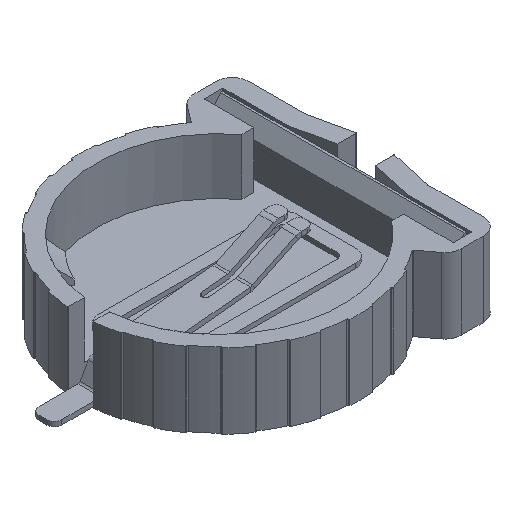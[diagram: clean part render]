
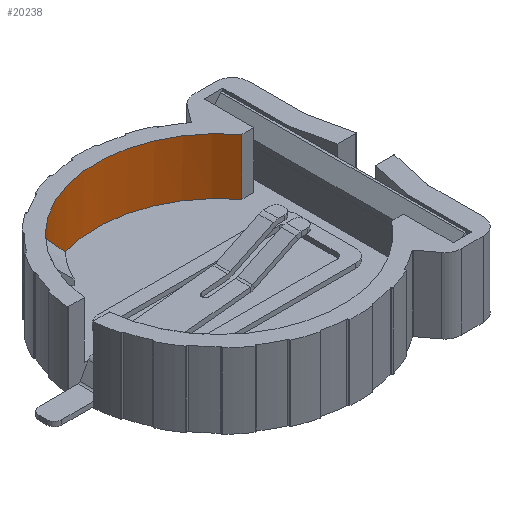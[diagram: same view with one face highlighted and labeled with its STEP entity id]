
A CAD part, isometric view. The second image highlights one B-rep face of the part: STEP entity #20238.
In plain terms, the highlighted cylindrical face has radius 6.57 mm (diameter 13.14 mm), a partial arc.
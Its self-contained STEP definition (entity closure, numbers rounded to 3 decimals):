
#304 = DIRECTION ( 'NONE',  ( 1., 0., 0. ) ) ;
#418 = AXIS2_PLACEMENT_3D ( 'NONE', #19358, #20921, #6255 ) ;
#521 = EDGE_LOOP ( 'NONE', ( #16622, #21896, #17265, #14168, #2669, #867, #19616, #10096 ) ) ;
#527 = CARTESIAN_POINT ( 'NONE',  ( -5.933, 2.822, 4. ) ) ;
#631 = VECTOR ( 'NONE', #6154, 1000. ) ;
#867 = ORIENTED_EDGE ( 'NONE', *, *, #20631, .F. ) ;
#958 = CARTESIAN_POINT ( 'NONE',  ( -6.536, 0.668, -20.405 ) ) ;
#1073 = EDGE_CURVE ( 'NONE', #4981, #4966, #14906, .T. ) ;
#1141 = CARTESIAN_POINT ( 'NONE',  ( 0., 0., 1.05 ) ) ;
#1208 = VERTEX_POINT ( 'NONE', #1843 ) ;
#1260 = DIRECTION ( 'NONE',  ( 0., 0., 1. ) ) ;
#1272 = AXIS2_PLACEMENT_3D ( 'NONE', #12042, #9936, #17302 ) ;
#1318 = CARTESIAN_POINT ( 'NONE',  ( 0., 0., 1.05 ) ) ;
#1385 = CYLINDRICAL_SURFACE ( 'NONE', #20527, 6.57 ) ;
#1667 = DIRECTION ( 'NONE',  ( 0., 0., 1. ) ) ;
#1843 = CARTESIAN_POINT ( 'NONE',  ( 5.212, 4., 1.05 ) ) ;
#2128 = LINE ( 'NONE', #9083, #8787 ) ;
#2633 = LINE ( 'NONE', #958, #20899 ) ;
#2669 = ORIENTED_EDGE ( 'NONE', *, *, #19185, .T. ) ;
#3038 = FACE_OUTER_BOUND ( 'NONE', #521, .T. ) ;
#3231 = EDGE_CURVE ( 'NONE', #12692, #4692, #4005, .T. ) ;
#3363 = AXIS2_PLACEMENT_3D ( 'NONE', #1318, #19328, #8142 ) ;
#3435 = EDGE_CURVE ( 'NONE', #10372, #16297, #23439, .T. ) ;
#3481 = VERTEX_POINT ( 'NONE', #18419 ) ;
#3893 = DIRECTION ( 'NONE',  ( 0., 0., -1. ) ) ;
#4005 = LINE ( 'NONE', #20605, #10457 ) ;
#4134 = DIRECTION ( 'NONE',  ( -1., 0., 0. ) ) ;
#4692 = VERTEX_POINT ( 'NONE', #10343 ) ;
#4717 = CIRCLE ( 'NONE', #1272, 6.57 ) ;
#4966 = VERTEX_POINT ( 'NONE', #527 ) ;
#4981 = VERTEX_POINT ( 'NONE', #22937 ) ;
#5875 = VECTOR ( 'NONE', #3893, 1000. ) ;
#5899 = AXIS2_PLACEMENT_3D ( 'NONE', #7338, #20226, #304 ) ;
#6154 = DIRECTION ( 'NONE',  ( 0., 0., 1. ) ) ;
#6255 = DIRECTION ( 'NONE',  ( 1., 0., 0. ) ) ;
#6331 = AXIS2_PLACEMENT_3D ( 'NONE', #12866, #22401, #4134 ) ;
#6452 = LINE ( 'NONE', #13731, #10971 ) ;
#6638 = DIRECTION ( 'NONE',  ( 1., 0., 0. ) ) ;
#6894 = FACE_BOUND ( 'NONE', #15013, .T. ) ;
#7087 = EDGE_CURVE ( 'NONE', #1208, #10372, #2128, .T. ) ;
#7320 = CARTESIAN_POINT ( 'NONE',  ( -4.787, 4.5, 0.05 ) ) ;
#7338 = CARTESIAN_POINT ( 'NONE',  ( 0., 0., 4.05 ) ) ;
#7621 = AXIS2_PLACEMENT_3D ( 'NONE', #1141, #10106, #6638 ) ;
#7718 = CARTESIAN_POINT ( 'NONE',  ( -5.933, 2.822, -20.405 ) ) ;
#8058 = CARTESIAN_POINT ( 'NONE',  ( -5.933, 2.822, 1.05 ) ) ;
#8091 = VERTEX_POINT ( 'NONE', #7320 ) ;
#8130 = CARTESIAN_POINT ( 'NONE',  ( -4.787, 4.5, 3.05 ) ) ;
#8142 = DIRECTION ( 'NONE',  ( 1., 0., 0. ) ) ;
#8413 = CIRCLE ( 'NONE', #418, 6.57 ) ;
#8682 = CARTESIAN_POINT ( 'NONE',  ( 0., 0., -20.405 ) ) ;
#8787 = VECTOR ( 'NONE', #1667, 1000. ) ;
#9083 = CARTESIAN_POINT ( 'NONE',  ( 5.212, 4., -20.405 ) ) ;
#9225 = VERTEX_POINT ( 'NONE', #16498 ) ;
#9476 = ORIENTED_EDGE ( 'NONE', *, *, #1073, .T. ) ;
#9936 = DIRECTION ( 'NONE',  ( 0., 0., -1. ) ) ;
#9942 = DIRECTION ( 'NONE',  ( 0., 0., 1. ) ) ;
#10096 = ORIENTED_EDGE ( 'NONE', *, *, #7087, .T. ) ;
#10106 = DIRECTION ( 'NONE',  ( 0., 0., -1. ) ) ;
#10121 = ORIENTED_EDGE ( 'NONE', *, *, #22482, .F. ) ;
#10338 = CARTESIAN_POINT ( 'NONE',  ( 5.212, 4., 4.05 ) ) ;
#10343 = CARTESIAN_POINT ( 'NONE',  ( -4.787, 4.5, 4. ) ) ;
#10372 = VERTEX_POINT ( 'NONE', #10338 ) ;
#10457 = VECTOR ( 'NONE', #22061, 1000. ) ;
#10971 = VECTOR ( 'NONE', #20985, 1000. ) ;
#11061 = EDGE_CURVE ( 'NONE', #9225, #21135, #13331, .T. ) ;
#11340 = CARTESIAN_POINT ( 'NONE',  ( -6.536, 0.668, 4.05 ) ) ;
#11711 = ORIENTED_EDGE ( 'NONE', *, *, #12658, .T. ) ;
#12042 = CARTESIAN_POINT ( 'NONE',  ( 0., 0., 4. ) ) ;
#12658 = EDGE_CURVE ( 'NONE', #4966, #4692, #4717, .T. ) ;
#12692 = VERTEX_POINT ( 'NONE', #8130 ) ;
#12866 = CARTESIAN_POINT ( 'NONE',  ( 0., 0., 0.05 ) ) ;
#12918 = ORIENTED_EDGE ( 'NONE', *, *, #3231, .F. ) ;
#13331 = CIRCLE ( 'NONE', #7621, 6.57 ) ;
#13568 = VERTEX_POINT ( 'NONE', #14319 ) ;
#13731 = CARTESIAN_POINT ( 'NONE',  ( -4.787, 4.5, 6.67 ) ) ;
#14053 = EDGE_CURVE ( 'NONE', #9225, #16297, #2633, .T. ) ;
#14083 = EDGE_CURVE ( 'NONE', #13568, #1208, #18625, .T. ) ;
#14168 = ORIENTED_EDGE ( 'NONE', *, *, #23281, .T. ) ;
#14319 = CARTESIAN_POINT ( 'NONE',  ( -4.787, 4.5, 1.05 ) ) ;
#14906 = LINE ( 'NONE', #7718, #631 ) ;
#15013 = EDGE_LOOP ( 'NONE', ( #9476, #11711, #12918, #10121 ) ) ;
#16297 = VERTEX_POINT ( 'NONE', #11340 ) ;
#16498 = CARTESIAN_POINT ( 'NONE',  ( -6.536, 0.668, 1.05 ) ) ;
#16622 = ORIENTED_EDGE ( 'NONE', *, *, #3435, .T. ) ;
#17265 = ORIENTED_EDGE ( 'NONE', *, *, #11061, .T. ) ;
#17302 = DIRECTION ( 'NONE',  ( -1., 0., 0. ) ) ;
#18419 = CARTESIAN_POINT ( 'NONE',  ( -5.933, 2.822, 0.05 ) ) ;
#18625 = CIRCLE ( 'NONE', #3363, 6.57 ) ;
#18706 = CARTESIAN_POINT ( 'NONE',  ( -5.933, 2.822, 6.67 ) ) ;
#19185 = EDGE_CURVE ( 'NONE', #3481, #8091, #22353, .T. ) ;
#19328 = DIRECTION ( 'NONE',  ( 0., 0., -1. ) ) ;
#19358 = CARTESIAN_POINT ( 'NONE',  ( 0., 0., 3.05 ) ) ;
#19495 = DIRECTION ( 'NONE',  ( 1., 0., 0. ) ) ;
#19616 = ORIENTED_EDGE ( 'NONE', *, *, #14083, .T. ) ;
#20226 = DIRECTION ( 'NONE',  ( 0., 0., 1. ) ) ;
#20238 = ADVANCED_FACE ( 'NONE', ( #6894, #3038 ), #1385, .F. ) ;
#20506 = LINE ( 'NONE', #18706, #5875 ) ;
#20527 = AXIS2_PLACEMENT_3D ( 'NONE', #8682, #1260, #19495 ) ;
#20605 = CARTESIAN_POINT ( 'NONE',  ( -4.787, 4.5, -20.405 ) ) ;
#20631 = EDGE_CURVE ( 'NONE', #13568, #8091, #6452, .T. ) ;
#20899 = VECTOR ( 'NONE', #9942, 1000. ) ;
#20921 = DIRECTION ( 'NONE',  ( 0., 0., -1. ) ) ;
#20985 = DIRECTION ( 'NONE',  ( 0., 0., -1. ) ) ;
#21135 = VERTEX_POINT ( 'NONE', #8058 ) ;
#21896 = ORIENTED_EDGE ( 'NONE', *, *, #14053, .F. ) ;
#22061 = DIRECTION ( 'NONE',  ( 0., 0., 1. ) ) ;
#22353 = CIRCLE ( 'NONE', #6331, 6.57 ) ;
#22401 = DIRECTION ( 'NONE',  ( 0., 0., -1. ) ) ;
#22482 = EDGE_CURVE ( 'NONE', #4981, #12692, #8413, .T. ) ;
#22937 = CARTESIAN_POINT ( 'NONE',  ( -5.933, 2.822, 3.05 ) ) ;
#23281 = EDGE_CURVE ( 'NONE', #21135, #3481, #20506, .T. ) ;
#23439 = CIRCLE ( 'NONE', #5899, 6.57 ) ;
